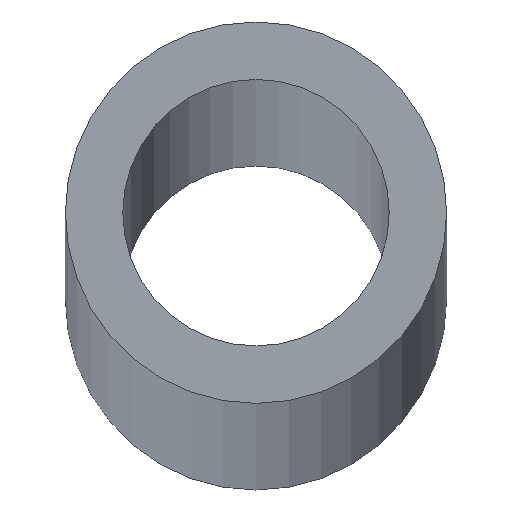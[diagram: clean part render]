
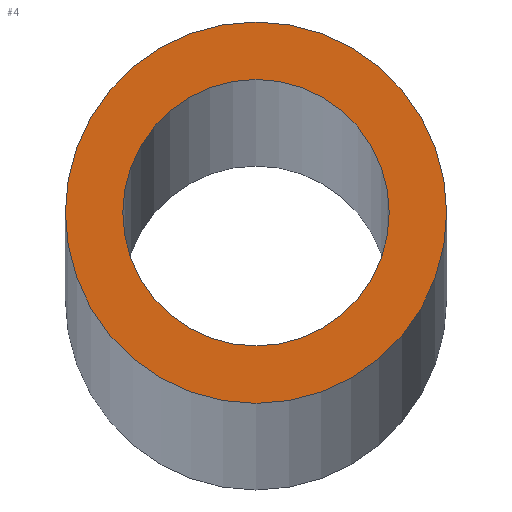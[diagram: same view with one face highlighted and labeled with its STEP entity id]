
A CAD part, top view. The second image highlights one B-rep face of the part: STEP entity #4.
In plain terms, the highlighted planar face has unit normal (0, 0, 1).
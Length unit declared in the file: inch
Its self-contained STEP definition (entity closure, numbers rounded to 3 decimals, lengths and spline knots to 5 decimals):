
#4 = ADVANCED_FACE ( 'NONE', ( #54, #242 ), #75, .T. ) ;
#5 = EDGE_LOOP ( 'NONE', ( #180, #121 ) ) ;
#18 = CARTESIAN_POINT ( 'NONE',  ( 0., 0., 216. ) ) ;
#23 = CIRCLE ( 'NONE', #117, 0.58 ) ;
#28 = VERTEX_POINT ( 'NONE', #195 ) ;
#37 = CARTESIAN_POINT ( 'NONE',  ( 0., 0., 216. ) ) ;
#54 = FACE_OUTER_BOUND ( 'NONE', #101, .T. ) ;
#59 = DIRECTION ( 'NONE',  ( 1., 0., 0. ) ) ;
#66 = CIRCLE ( 'NONE', #182, 0.83 ) ;
#75 = PLANE ( 'NONE',  #162 ) ;
#76 = EDGE_CURVE ( 'NONE', #202, #28, #66, .T. ) ;
#77 = DIRECTION ( 'NONE',  ( 0., 0., 1. ) ) ;
#79 = AXIS2_PLACEMENT_3D ( 'NONE', #216, #235, #183 ) ;
#95 = VERTEX_POINT ( 'NONE', #131 ) ;
#101 = EDGE_LOOP ( 'NONE', ( #120, #165 ) ) ;
#113 = DIRECTION ( 'NONE',  ( 0., 0., 1. ) ) ;
#115 = DIRECTION ( 'NONE',  ( 0., 0., 1. ) ) ;
#117 = AXIS2_PLACEMENT_3D ( 'NONE', #218, #234, #240 ) ;
#120 = ORIENTED_EDGE ( 'NONE', *, *, #76, .T. ) ;
#121 = ORIENTED_EDGE ( 'NONE', *, *, #196, .F. ) ;
#125 = DIRECTION ( 'NONE',  ( 1., 0., 0. ) ) ;
#131 = CARTESIAN_POINT ( 'NONE',  ( -0.58, 0., 216. ) ) ;
#141 = CARTESIAN_POINT ( 'NONE',  ( 0.58, 0., 216. ) ) ;
#162 = AXIS2_PLACEMENT_3D ( 'NONE', #37, #115, #59 ) ;
#165 = ORIENTED_EDGE ( 'NONE', *, *, #171, .T. ) ;
#171 = EDGE_CURVE ( 'NONE', #28, #202, #243, .T. ) ;
#176 = DIRECTION ( 'NONE',  ( 1., 0., 0. ) ) ;
#177 = CIRCLE ( 'NONE', #79, 0.58 ) ;
#179 = CARTESIAN_POINT ( 'NONE',  ( -0.83, 0., 216. ) ) ;
#180 = ORIENTED_EDGE ( 'NONE', *, *, #251, .F. ) ;
#182 = AXIS2_PLACEMENT_3D ( 'NONE', #18, #113, #125 ) ;
#183 = DIRECTION ( 'NONE',  ( 1., 0., 0. ) ) ;
#186 = VERTEX_POINT ( 'NONE', #141 ) ;
#195 = CARTESIAN_POINT ( 'NONE',  ( 0.83, 0., 216. ) ) ;
#196 = EDGE_CURVE ( 'NONE', #186, #95, #177, .T. ) ;
#199 = AXIS2_PLACEMENT_3D ( 'NONE', #246, #77, #176 ) ;
#202 = VERTEX_POINT ( 'NONE', #179 ) ;
#216 = CARTESIAN_POINT ( 'NONE',  ( 0., 0., 216. ) ) ;
#218 = CARTESIAN_POINT ( 'NONE',  ( 0., 0., 216. ) ) ;
#234 = DIRECTION ( 'NONE',  ( 0., 0., 1. ) ) ;
#235 = DIRECTION ( 'NONE',  ( 0., 0., 1. ) ) ;
#240 = DIRECTION ( 'NONE',  ( 1., 0., 0. ) ) ;
#242 = FACE_BOUND ( 'NONE', #5, .T. ) ;
#243 = CIRCLE ( 'NONE', #199, 0.83 ) ;
#246 = CARTESIAN_POINT ( 'NONE',  ( 0., 0., 216. ) ) ;
#251 = EDGE_CURVE ( 'NONE', #95, #186, #23, .T. ) ;
